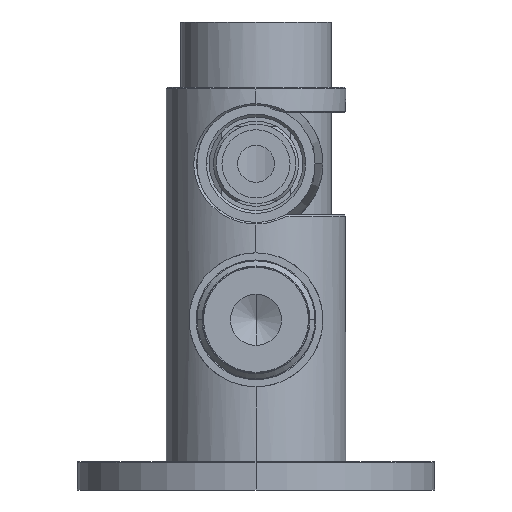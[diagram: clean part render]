
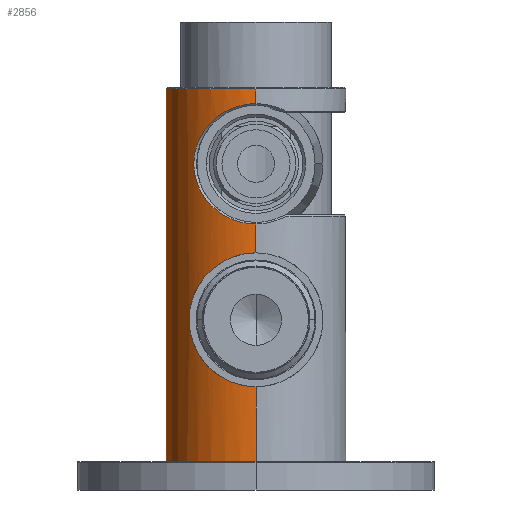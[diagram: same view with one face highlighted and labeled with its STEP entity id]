
A CAD part, front view. The second image highlights one B-rep face of the part: STEP entity #2856.
In plain terms, the highlighted cylindrical face has radius 15.85 mm (diameter 31.7 mm), a partial arc.
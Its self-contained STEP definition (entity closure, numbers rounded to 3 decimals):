
#930=DIRECTION('',(-1.,0.,0.));
#931=VECTOR('',#930,40.81);
#932=CARTESIAN_POINT('',(40.81,15.85,0.));
#933=LINE('',#932,#931);
#937=DIRECTION('',(-1.,0.,0.));
#938=VECTOR('',#937,13.2);
#939=CARTESIAN_POINT('',(13.2,-15.85,0.));
#940=LINE('',#939,#938);
#979=DIRECTION('',(-1.,0.,0.));
#980=VECTOR('',#979,5.096);
#981=CARTESIAN_POINT('',(41.896,-15.85,0.));
#982=LINE('',#981,#980);
#1008=DIRECTION('',(-1.,0.,0.));
#1009=VECTOR('',#1008,2.596);
#1010=CARTESIAN_POINT('',(65.7,-15.85,
0.));
#1011=LINE('',#1010,#1009);
#1023=DIRECTION('',(-1.,0.,0.));
#1024=VECTOR('',#1023,1.51);
#1025=CARTESIAN_POINT('',(65.7,15.85,
0.));
#1026=LINE('',#1025,#1024);
#1277=CARTESIAN_POINT('',(64.19,15.85,0.));
#1278=CARTESIAN_POINT('',(64.19,15.85,0.547));
#1279=CARTESIAN_POINT('',(64.116,15.795,1.63));
#1280=CARTESIAN_POINT('',(63.768,15.536,3.285));
#1281=CARTESIAN_POINT('',(63.165,15.098,4.924));
#1282=CARTESIAN_POINT('',(62.275,14.473,6.54));
#1283=CARTESIAN_POINT('',(61.073,13.676,8.073));
#1284=CARTESIAN_POINT('',(59.563,12.767,9.434));
#1285=CARTESIAN_POINT('',(57.882,11.908,10.481));
#1286=CARTESIAN_POINT('',(56.224,11.254,11.169));
#1287=CARTESIAN_POINT('',(54.669,10.841,11.565));
#1288=CARTESIAN_POINT('',(53.209,10.647,11.742));
#1289=CARTESIAN_POINT('',(51.783,10.648,11.741));
#1290=CARTESIAN_POINT('',(50.323,10.842,11.564));
#1291=CARTESIAN_POINT('',(48.768,11.257,11.167));
#1292=CARTESIAN_POINT('',(47.109,11.912,10.477));
#1293=CARTESIAN_POINT('',(45.429,12.772,9.427));
#1294=CARTESIAN_POINT('',(43.92,13.68,8.066));
#1295=CARTESIAN_POINT('',(42.719,14.477,6.531));
#1296=CARTESIAN_POINT('',(41.832,15.1,4.918));
#1297=CARTESIAN_POINT('',(41.228,15.539,3.272));
#1298=CARTESIAN_POINT('',(40.883,15.795,1.62));
#1299=CARTESIAN_POINT('',(40.81,15.85,0.544));
#1300=CARTESIAN_POINT('',(40.81,15.85,0.));
#1305=CARTESIAN_POINT('',(65.7,0.,0.));
#1306=DIRECTION('',(-1.,0.,0.));
#1307=DIRECTION('',(0.,-1.,0.));
#1308=AXIS2_PLACEMENT_3D('',#1305,#1306,#1307);
#1313=CARTESIAN_POINT('',(41.896,-15.85,0.));
#1314=CARTESIAN_POINT('',(41.896,-15.85,0.543));
#1315=CARTESIAN_POINT('',(41.973,-15.795,1.618));
#1316=CARTESIAN_POINT('',(42.332,-15.542,3.257));
#1317=CARTESIAN_POINT('',(42.954,-15.114,4.872));
#1318=CARTESIAN_POINT('',(43.866,-14.512,6.447));
#1319=CARTESIAN_POINT('',(45.085,-13.767,7.908));
#1320=CARTESIAN_POINT('',(46.565,-12.968,9.145));
#1321=CARTESIAN_POINT('',(48.148,-12.273,10.044));
#1322=CARTESIAN_POINT('',(49.68,-11.784,10.605));
#1323=CARTESIAN_POINT('',(51.121,-11.507,10.901));
#1324=CARTESIAN_POINT('',(52.503,-11.418,10.993));
#1325=CARTESIAN_POINT('',(53.887,-11.508,10.9));
#1326=CARTESIAN_POINT('',(55.327,-11.786,10.603));
#1327=CARTESIAN_POINT('',(56.86,-12.276,10.041));
#1328=CARTESIAN_POINT('',(58.443,-12.972,9.14));
#1329=CARTESIAN_POINT('',(59.922,-13.771,7.901));
#1330=CARTESIAN_POINT('',(61.139,-14.516,6.438));
#1331=CARTESIAN_POINT('',(62.049,-15.116,4.867));
#1332=CARTESIAN_POINT('',(62.672,-15.544,3.245));
#1333=CARTESIAN_POINT('',(63.028,-15.796,1.607));
#1334=CARTESIAN_POINT('',(63.104,-15.85,0.54));
#1335=CARTESIAN_POINT('',(63.104,-15.85,0.));
#1340=CARTESIAN_POINT('',(13.2,-15.85,0.));
#1341=CARTESIAN_POINT('',(13.2,-15.85,0.572));
#1342=CARTESIAN_POINT('',(13.281,-15.79,1.715));
#1343=CARTESIAN_POINT('',(13.674,-15.499,3.463));
#1344=CARTESIAN_POINT('',(14.289,-15.054,5.042));
#1345=CARTESIAN_POINT('',(15.058,-14.516,6.412));
#1346=CARTESIAN_POINT('',(15.853,-13.983,7.489));
#1347=CARTESIAN_POINT('',(16.637,-13.483,8.349));
#1348=CARTESIAN_POINT('',(17.433,-13.004,9.075));
#1349=CARTESIAN_POINT('',(18.295,-12.52,9.73));
#1350=CARTESIAN_POINT('',(19.234,-12.041,10.315));
#1351=CARTESIAN_POINT('',(20.222,-11.599,10.808));
#1352=CARTESIAN_POINT('',(21.273,-11.204,11.216));
#1353=CARTESIAN_POINT('',(22.42,-10.871,11.536));
#1354=CARTESIAN_POINT('',(23.655,-10.643,11.746));
#1355=CARTESIAN_POINT('',(24.924,-10.557,11.823));
#1356=CARTESIAN_POINT('',(26.198,-10.625,11.762));
#1357=CARTESIAN_POINT('',(27.449,-10.84,11.565));
#1358=CARTESIAN_POINT('',(28.619,-11.167,11.252));
#1359=CARTESIAN_POINT('',(29.69,-11.562,10.847));
#1360=CARTESIAN_POINT('',(30.696,-12.008,10.354));
#1361=CARTESIAN_POINT('',(31.652,-12.491,9.767));
#1362=CARTESIAN_POINT('',(32.53,-12.982,9.107));
#1363=CARTESIAN_POINT('',(33.338,-13.467,8.375));
#1364=CARTESIAN_POINT('',(34.13,-13.972,7.51));
#1365=CARTESIAN_POINT('',(34.933,-14.51,6.426));
#1366=CARTESIAN_POINT('',(35.708,-15.052,5.048));
#1367=CARTESIAN_POINT('',(36.326,-15.499,3.464));
#1368=CARTESIAN_POINT('',(36.72,-15.79,1.713));
#1369=CARTESIAN_POINT('',(36.8,-15.85,0.571));
#1370=CARTESIAN_POINT('',(36.8,-15.85,0.));
#1775=CARTESIAN_POINT('',(0.,0.,0.));
#1776=DIRECTION('',(1.,0.,0.));
#1777=DIRECTION('',(0.,1.,0.));
#1778=AXIS2_PLACEMENT_3D('',#1775,#1776,#1777);
#2118=CARTESIAN_POINT('',(0.,15.85,0.));
#2119=CARTESIAN_POINT('',(0.,-15.85,0.));
#2120=VERTEX_POINT('',#2118);
#2121=VERTEX_POINT('',#2119);
#2158=VERTEX_POINT('',#1340);
#2159=VERTEX_POINT('',#1370);
#2217=CARTESIAN_POINT('',(65.7,-15.85,0.));
#2218=CARTESIAN_POINT('',(65.7,15.85,0.));
#2219=VERTEX_POINT('',#2217);
#2220=VERTEX_POINT('',#2218);
#2223=VERTEX_POINT('',#1277);
#2224=VERTEX_POINT('',#1300);
#2228=VERTEX_POINT('',#1313);
#2229=VERTEX_POINT('',#1335);
#2837=CARTESIAN_POINT('',(-3.3,0.,0.));
#2838=DIRECTION('',(1.,0.,0.));
#2839=DIRECTION('',(0.,-1.,0.));
#2840=AXIS2_PLACEMENT_3D('',#2837,#2838,#2839);
#2841=CYLINDRICAL_SURFACE('',#2840,15.85);
#2842=ORIENTED_EDGE('',*,*,#2821,.F.);
#2843=ORIENTED_EDGE('',*,*,#2349,.F.);
#2844=ORIENTED_EDGE('',*,*,#2272,.F.);
#2845=ORIENTED_EDGE('',*,*,#2346,.T.);
#2846=ORIENTED_EDGE('',*,*,#2542,.F.);
#2847=ORIENTED_EDGE('',*,*,#2323,.T.);
#2849=ORIENTED_EDGE('',*,*,#2848,.F.);
#2850=ORIENTED_EDGE('',*,*,#2319,.T.);
#2852=ORIENTED_EDGE('',*,*,#2851,.F.);
#2853=ORIENTED_EDGE('',*,*,#2315,.F.);
#2854=EDGE_LOOP('',(#2842,#2843,#2844,#2845,#2846,#2847,#2849,#2850,#2852,
#2853));
#2855=FACE_OUTER_BOUND('',#2854,.F.);
#2856=ADVANCED_FACE('',(#2855),#2841,.T.);
#1301=B_SPLINE_CURVE_WITH_KNOTS('',3,(#1277,#1278,#1279,#1280,#1281,#1282,#1283,
#1284,#1285,#1286,#1287,#1288,#1289,#1290,#1291,#1292,#1293,#1294,#1295,#1296,
#1297,#1298,#1299,#1300),.UNSPECIFIED.,.F.,.F.,(4,1,1,1,1,1,1,1,1,1,1,1,1,1,1,1,
1,1,1,1,1,4),(0.,0.048,0.095,0.143,
0.19,0.238,0.286,0.333,
0.381,0.429,0.476,0.524,
0.571,0.619,0.667,0.714,
0.762,0.81,0.857,0.905,
0.952,1.),.UNSPECIFIED.);
#1309=CIRCLE('',#1308,15.85);
#1336=B_SPLINE_CURVE_WITH_KNOTS('',3,(#1313,#1314,#1315,#1316,#1317,#1318,#1319,
#1320,#1321,#1322,#1323,#1324,#1325,#1326,#1327,#1328,#1329,#1330,#1331,#1332,
#1333,#1334,#1335),.UNSPECIFIED.,.F.,.F.,(4,1,1,1,1,1,1,1,1,1,1,1,1,1,1,1,1,1,1,
1,4),(0.,0.05,0.1,0.15,0.2,0.25,0.3,0.35,0.4,0.45,0.5,
0.55,0.6,0.65,0.7,0.75,0.8,0.85,0.9,0.95,1.),.UNSPECIFIED.);
#1371=B_SPLINE_CURVE_WITH_KNOTS('',3,(#1340,#1341,#1342,#1343,#1344,#1345,#1346,
#1347,#1348,#1349,#1350,#1351,#1352,#1353,#1354,#1355,#1356,#1357,#1358,#1359,
#1360,#1361,#1362,#1363,#1364,#1365,#1366,#1367,#1368,#1369,#1370),
.UNSPECIFIED.,.F.,.F.,(4,1,1,1,1,1,1,1,1,1,1,1,1,1,1,1,1,1,1,1,1,1,1,1,1,1,1,1,
4),(0.,0.036,0.071,0.107,
0.143,0.179,0.214,0.25,0.286,
0.321,0.357,0.393,0.429,
0.464,0.5,0.536,0.571,0.607,
0.643,0.679,0.714,0.75,0.786,
0.821,0.857,0.893,0.929,
0.964,1.),.UNSPECIFIED.);
#1779=CIRCLE('',#1778,15.85);
#2272=EDGE_CURVE('',#2219,#2220,#1309,.T.);
#2315=EDGE_CURVE('',#2224,#2120,#933,.T.);
#2319=EDGE_CURVE('',#2158,#2121,#940,.T.);
#2323=EDGE_CURVE('',#2228,#2159,#982,.T.);
#2346=EDGE_CURVE('',#2219,#2229,#1011,.T.);
#2349=EDGE_CURVE('',#2220,#2223,#1026,.T.);
#2542=EDGE_CURVE('',#2228,#2229,#1336,.T.);
#2821=EDGE_CURVE('',#2223,#2224,#1301,.T.);
#2848=EDGE_CURVE('',#2158,#2159,#1371,.T.);
#2851=EDGE_CURVE('',#2120,#2121,#1779,.T.);
